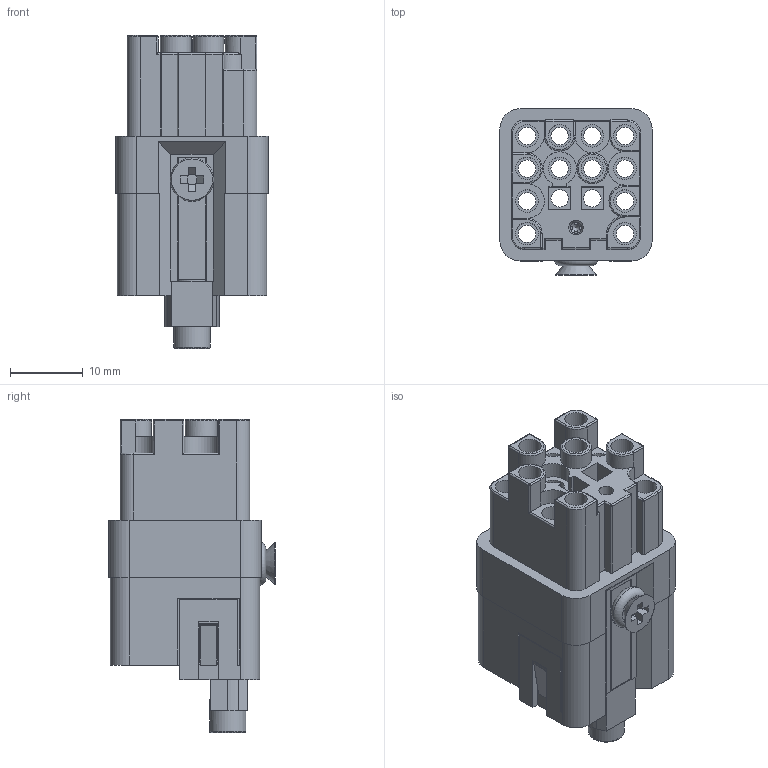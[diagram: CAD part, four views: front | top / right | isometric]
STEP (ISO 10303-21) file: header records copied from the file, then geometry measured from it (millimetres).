
FILE_DESCRIPTION(/* description */ (''),/* implementation_level */ '2;1');
FILE_NAME(/* name */ 'HQ-012&0-FC.stp',/* time_stamp */ '2023-04-06T17:08:29+08:00',/* author */ (''),/* organization */ (''),/* preprocessor_version */ 'ST-DEVELOPER v16',/* originating_system */ 'SIEMENS PLM Software NX 10.0',/* authorisation */ '');
FILE_SCHEMA (('AUTOMOTIVE_DESIGN { 1 0 10303 214 3 1 1 1 }'));
Length unit declared in the file: millimetre
Products named in the file (1): Admi25B08741o6ql
Bounding box: 21 x 22.96 x 43.17 mm (x, y, z)
Volume: 32.9 mm3; surface area: 9993.9 mm2
Topology: 3 solids, 4 shells, 594 faces, 1546 edges, 977 vertices
Faces by surface type: plane 258, cylinder 232, sphere 33, bspline 26, torus 24, cone 21
Full cylindrical faces by diameter (mm): 1.5 x1, 1.95 x2, 2.05 x1, 2.4 x14, 2.6 x6, 3.1 x12, 3.2 x1, 3.204 x1, 3.3 x1, 3.4 x12, 3.85 x12, 3.9 x4, 4.25 x1, 5 x1, 5.7 x1
Entity records: 26584 total; most frequent: CARTESIAN_POINT 12826, ORIENTED_EDGE 2800, DIRECTION 2764, EDGE_CURVE 1400, AXIS2_PLACEMENT_3D 1047, VERTEX_POINT 937, EDGE_LOOP 760, LINE 670
